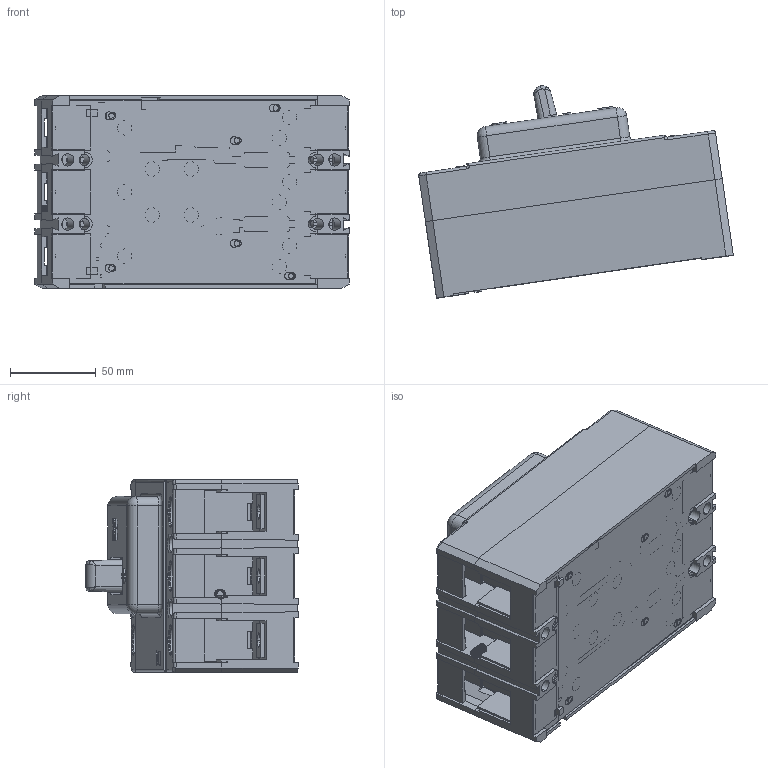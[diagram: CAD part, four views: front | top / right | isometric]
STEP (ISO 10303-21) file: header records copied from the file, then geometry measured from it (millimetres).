
FILE_DESCRIPTION (( 'STEP AP214' ), '1' );
FILE_NAME ('臍04-.STEP', '2015-09-04T06:49:50', ( 'admin' ), ( '' ), 'SwSTEP 2.0', 'SolidWorks 2012', '' );
FILE_SCHEMA (( 'AUTOMOTIVE_DESIGN' ));
Length unit declared in the file: millimetre
Products named in the file (1): 臍04-
Bounding box: 183.53 x 124 x 112.5 mm (x, y, z)
Surface area: 184752.9 mm2 (no closed solid volume)
Topology: 0 solids, 60 shells, 973 faces, 3908 edges, 2892 vertices
Faces by surface type: plane 569, cylinder 211, bspline 123, cone 42, sphere 20, torus 8
Entity records: 66210 total; most frequent: CARTESIAN_POINT 23952, ORIENTED_EDGE 6155, DIRECTION 6031, EDGE_CURVE 3898, VERTEX_POINT 2892, VECTOR 2785, LINE 2785, AXIS2_PLACEMENT_3D 1623
